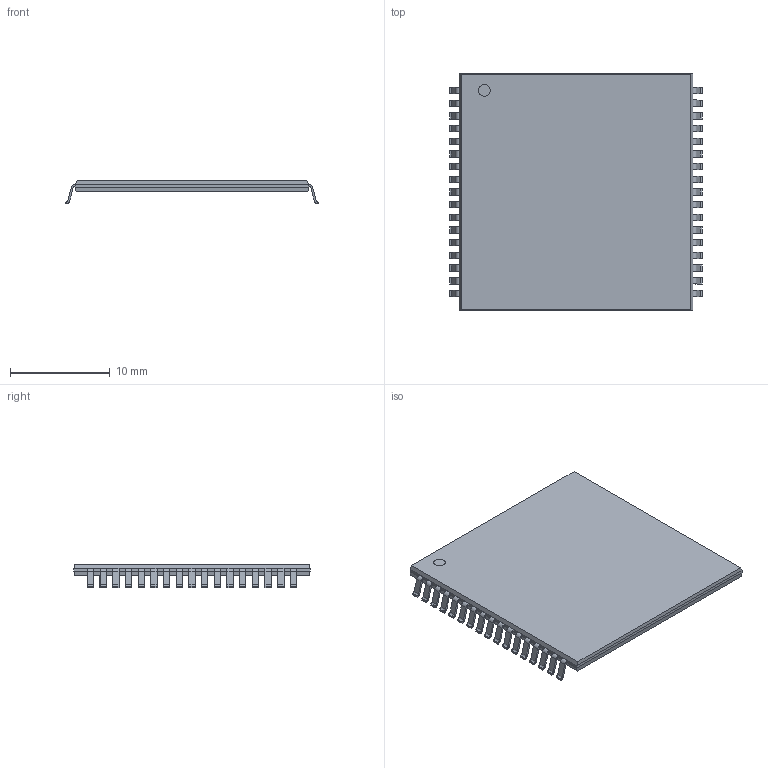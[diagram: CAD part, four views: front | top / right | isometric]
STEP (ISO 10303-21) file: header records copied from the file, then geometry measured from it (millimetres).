
FILE_DESCRIPTION(('STEP AP214'),'1');
FILE_NAME('21-0246_PC22_MXM','2021-05-28T00:12:32',(''),(''),'','','');
FILE_SCHEMA(('AUTOMOTIVE_DESIGN'));
Length unit declared in the file: millimetre
Products named in the file (1): product
Bounding box: 25.27 x 23.62 x 2.39 mm (x, y, z)
Volume: 622.8 mm3; surface area: 1328.2 mm2
Topology: 36 solids, 36 shells, 493 faces, 1255 edges, 834 vertices
Faces by surface type: plane 356, cylinder 137
Full cylindrical faces by diameter (mm): 1.168 x1
Entity records: 14176 total; most frequent: DIRECTION 2518, ORIENTED_EDGE 2508, CARTESIAN_POINT 1467, EDGE_CURVE 1254, LINE 980, VECTOR 980, VERTEX_POINT 834, AXIS2_PLACEMENT_3D 769
